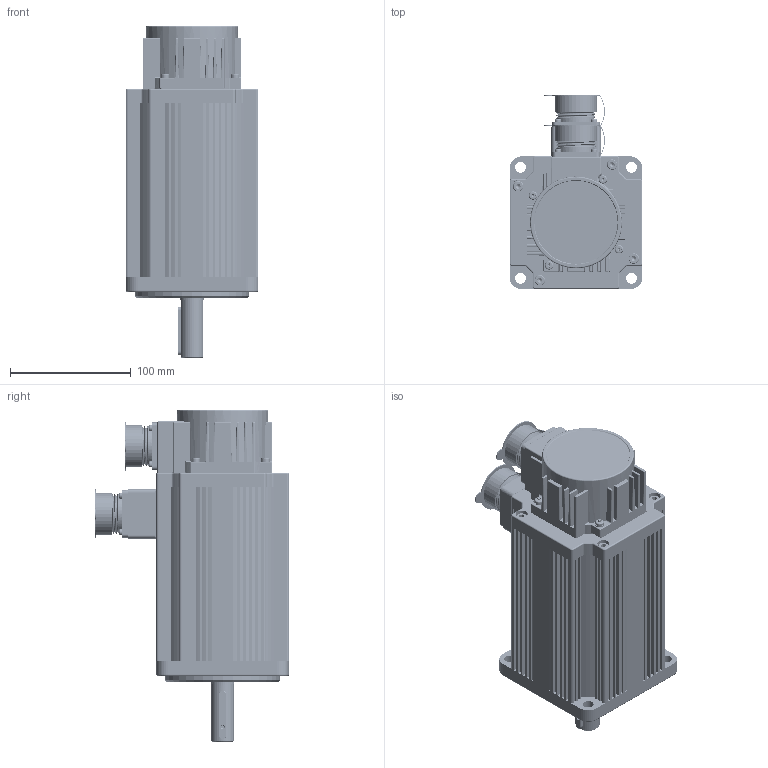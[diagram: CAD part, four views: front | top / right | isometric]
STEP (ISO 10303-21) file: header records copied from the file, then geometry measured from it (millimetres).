
FILE_DESCRIPTION (( 'STEP AP203' ), '1' );
FILE_NAME ('110ST-M06030×Ü×°.STEP', '2020-12-07T01:22:48', ( '' ), ( '' ), 'SwSTEP 2.0', 'SolidWorks 2018', '' );
FILE_SCHEMA (( 'CONFIG_CONTROL_DESIGN' ));
Length unit declared in the file: millimetre
Products named in the file (31): 航空插座安装座密封垫; 110綴傷裔ㄗ湍詩杶ㄘ; 110ST-M04030蛌粣; 瑤諾脣釱躇猾菜; 110ヶ傷裔ㄗ湍詩杶ㄘ; 110ST-M04030机壳（精加工）; d47詩杶; D48晤鎢ん; d52詩杶; 110ST-M04030霧齪; 内六角圆柱头螺钉M5x20; 110ST-M04030蛌赽; 110綴傷裔ㄗ祥湍詩杶ㄘ; 坋趼郪磁蹟隊M3X6; 110ST-M04030隅赽郪璃; 内六角圆柱头螺钉M4x20; 坋趼郪磁蹟隊M4X16; 蚐猾20X40X7; 110晤鎢ん欶; す瑩6X6X45; 电机动力线航空插座; 坋趼郪磁蹟隊M3X32; D48晤鎢ん啣粟銅; deep groove ball bearings gb_Rolling bearings 6204 GB 276-94; deep groove ball bearings gb_Rolling bearings 6304 GB 276-94; 晤鎢ん瑤諾脣釱; 110前端盖（不带钢套）-米格外观; 脣釱菁釱; 110ST-M06030軞蚾; 110晤鎢ん欶躇猾菜
Assembly tree (51 placements, depth 3):
  110ST-M06030軞蚾
    110ST-M04030隅赽郪璃
      110ST-M04030机壳（精加工）
      航空插座安装座密封垫
      脣釱菁釱
      瑤諾脣釱躇猾菜
      电机动力线航空插座
      坋趼郪磁蹟隊M3X32  x4
    110綴傷裔ㄗ湍詩杶ㄘ
      110綴傷裔ㄗ祥湍詩杶ㄘ
      d47詩杶
    110ヶ傷裔ㄗ湍詩杶ㄘ
      d52詩杶
      110前端盖（不带钢套）-米格外观
    110ST-M04030蛌赽
      110ST-M04030蛌粣
      deep groove ball bearings gb_Rolling bearings 6204 GB 276-94
      deep groove ball bearings gb_Rolling bearings 6304 GB 276-94
    内六角圆柱头螺钉M5x20  x8
    D48晤鎢ん
      D48晤鎢ん
      D48晤鎢ん啣粟銅
      坋趼郪磁蹟隊M3X6  x2
    内六角圆柱头螺钉M4x20
    坋趼郪磁蹟隊M3X6  x6
    110晤鎢ん欶躇猾菜
    110晤鎢ん欶
    瑤諾脣釱躇猾菜
    晤鎢ん瑤諾脣釱
    坋趼郪磁蹟隊M4X16  x4
    蚐猾20X40X7
    す瑩6X6X45
    110ST-M04030霧齪
Bounding box: 110 x 160.7 x 275 mm (x, y, z)
Volume: 826463.5 mm3; surface area: 434100 mm2
Topology: 46 solids, 46 shells, 5007 faces, 13415 edges, 8483 vertices
Faces by surface type: cylinder 2418, plane 1494, cone 377, bspline 356, torus 228, sphere 134
Entity records: 121347 total; most frequent: CARTESIAN_POINT 51670, ORIENTED_EDGE 14520, DIRECTION 13146, EDGE_CURVE 7260, AXIS2_PLACEMENT_3D 5006, VERTEX_POINT 4656, VECTOR 3134, LINE 3134
